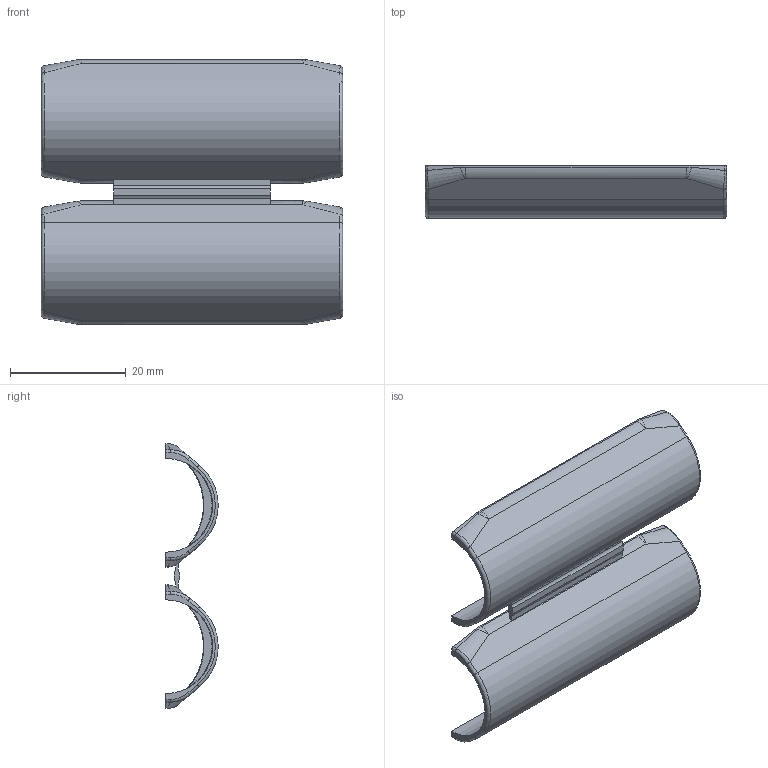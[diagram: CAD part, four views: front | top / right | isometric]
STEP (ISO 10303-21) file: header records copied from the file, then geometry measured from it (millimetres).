
FILE_DESCRIPTION (( 'STEP AP214' ), '1' );
FILE_NAME ('2154081.stp', '2024-09-04T09:10:35', ( '' ), ( '' ), 'SwSTEP 2.0', 'SolidWorks 2022', '' );
FILE_SCHEMA (( 'AUTOMOTIVE_DESIGN' ));
Length unit declared in the file: millimetre
Products named in the file (1): 2154081
Bounding box: 52 x 9.05 x 45.72 mm (x, y, z)
Volume: 3734.5 mm3; surface area: 6683.7 mm2
Topology: 1 solids, 1 shells, 148 faces, 348 edges, 200 vertices
Faces by surface type: bspline 44, cylinder 44, plane 40, torus 20
Entity records: 5964 total; most frequent: CARTESIAN_POINT 2891, ORIENTED_EDGE 680, DIRECTION 574, EDGE_CURVE 340, AXIS2_PLACEMENT_3D 229, VERTEX_POINT 200, EDGE_LOOP 154, FACE_OUTER_BOUND 148
